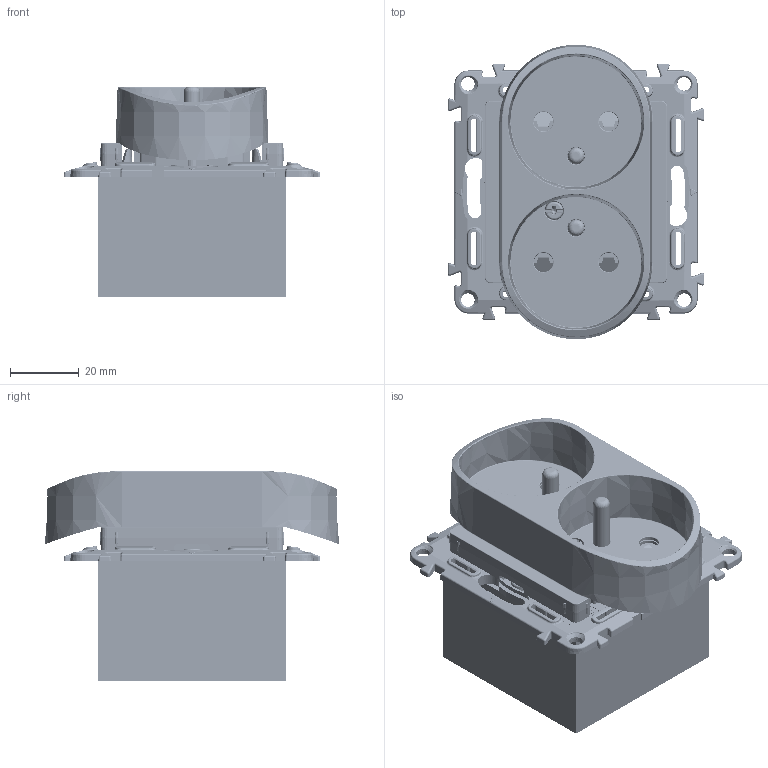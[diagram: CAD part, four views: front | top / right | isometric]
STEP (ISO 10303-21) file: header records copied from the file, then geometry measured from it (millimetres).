
FILE_DESCRIPTION(('CATIA V5 STEP Exchange','CAx-IF Rec.Pracs.--- Model Styling and Organization---1.4--- 2014-01-23'),'2;1');
FILE_NAME('753190_AllCATPart.stp','2020-02-28T14:06:56+00:00',('none'),('none'),'CATIA Version 5-6 Release 2017 SP3','CATIA V5 STEP AP214','none');
FILE_SCHEMA(('AUTOMOTIVE_DESIGN { 1 0 10303 214 1 1 1 1 }'));
Products named in the file (1): 753190_AllCATPart
Bounding box: 74.7 x 85.78 x 61.3 mm (x, y, z)
Volume: 116942.8 mm3; surface area: 70677.6 mm2
Topology: 13 solids, 142 shells, 11710 faces, 31174 edges, 20227 vertices
Faces by surface type: plane 8855, cylinder 1112, bspline 826, cone 417, torus 270, extrusion 142, sphere 88
Entity records: 394381 total; most frequent: CARTESIAN_POINT 124514, ORIENTED_EDGE 62176, DIRECTION 37779, EDGE_CURVE 31088, VERTEX_POINT 20227, VECTOR 19872, LINE 19730, EDGE_LOOP 12627
